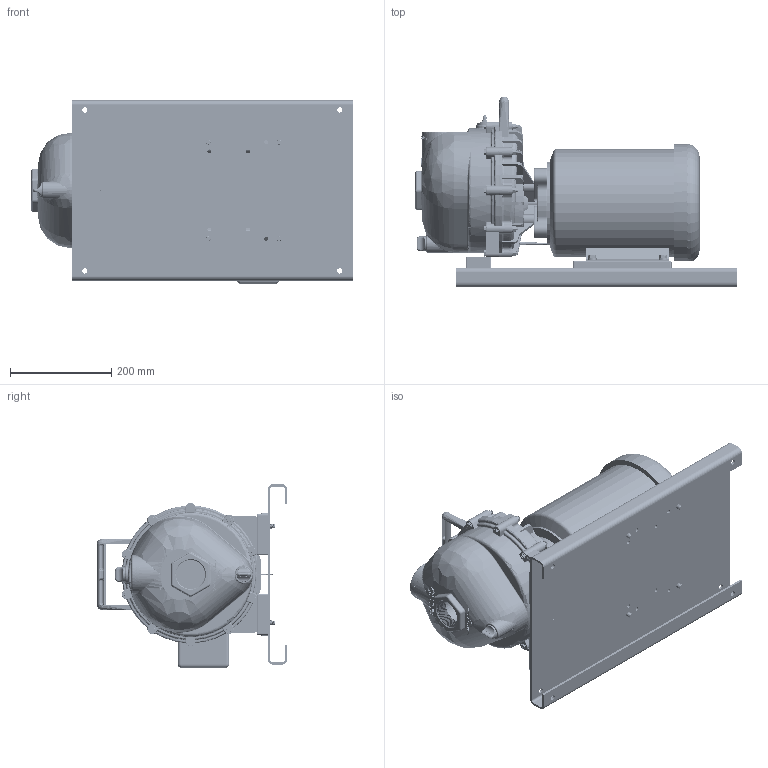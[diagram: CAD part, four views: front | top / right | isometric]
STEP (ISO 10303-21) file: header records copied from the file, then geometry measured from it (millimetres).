
FILE_DESCRIPTION(/* description */ ('2" POLY PUMP W/ 5HP ELEC. MTR.'),/* implementation_level */ '2;1');
FILE_NAME(/* name */ '234PPE5.stp',/* time_stamp */ '2019-12-30T09:36:34-05:00',/* author */ ('MJC'),/* organization */ (''),/* preprocessor_version */ 'ST-DEVELOPER v17',/* originating_system */ 'Autodesk Inventor 2019',/* authorisation */ '');
FILE_SCHEMA (('AUTOMOTIVE_DESIGN { 1 0 10303 214 3 1 1 }'));
Products named in the file (33): 234PPE5; 12703A; 12046; 12046X; I516018072; 12712AP; X12712A; 12777; UV15163; BEM5-182CZ; 12702A; 12733; 12733_1; 12710; 17029; 12717; 12705; 12900SS; 12725SS; 12719A; 12754; 12720; V07018; V07019; 12775A; 12902A; 12765A; 12772; 12901; A204; 17701; 17704; V20018
Assembly tree (89 placements, depth 3):
  234PPE5
    12703A
    12046
      12046X
      I516018072  x4
    12712AP
      X12712A
      12777  x2
      UV15163  x2
    BEM5-182CZ
    12702A
    12710
    12733
      12733_1
      12710
    17029  x4
    12717  x4
    12705
    12900SS
    12725SS  x2
    12719A
    12754
    12720  x10
    V07018  x10
    V07019  x10
    12775A
    12902A
    12765A
    12772
    12901  x4
    A204
    17701
    17704  x8
    V20018  x8
Bounding box: 633.48 x 375.44 x 361.7 mm (x, y, z)
Volume: 16480930 mm3; surface area: 2152724.9 mm2
Topology: 108 solids, 108 shells, 11159 faces, 29807 edges, 19040 vertices
Faces by surface type: cylinder 3226, plane 3006, cone 2503, bspline 1554, torus 839, sphere 31
Full cylindrical faces by diameter (mm): 2.87 x2, 2.921 x2, 3.505 x14, 4.572 x1, 4.826 x2, 4.877 x6, 5.207 x2, 5.588 x7, 6.35 x430, 6.401 x4, 6.65 x26, 6.782 x1, 6.858 x20, 7.798 x16, 7.938 x4, 8.731 x4, 9.128 x4, 9.398 x4, 9.525 x2, 9.652 x4, 10.185 x4, 10.319 x4, 10.414 x14, 11.1 x1, 11.112 x3, 11.151 x4, 11.906 x4, 12.7 x6, 13.208 x10, 17.399 x1
Entity records: 243573 total; most frequent: CARTESIAN_POINT 106476, ORIENTED_EDGE 30700, DIRECTION 25540, EDGE_CURVE 15350, VERTEX_POINT 9907, AXIS2_PLACEMENT_3D 9565, LINE 6410, VECTOR 6410
